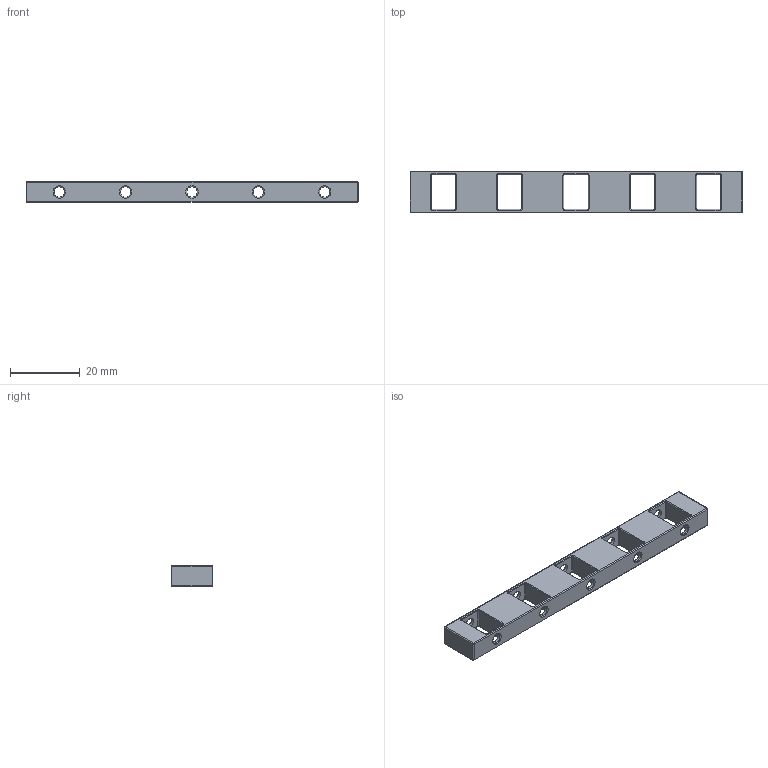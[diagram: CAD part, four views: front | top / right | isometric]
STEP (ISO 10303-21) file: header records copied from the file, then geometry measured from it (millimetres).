
FILE_DESCRIPTION(/* description */ (''),/* implementation_level */ '2;1');
FILE_NAME(/* name */ 'MC-Bracket-Simple.step',/* time_stamp */ '2019-08-01T23:32:31+07:00',/* author */ (''),/* organization */ (''),/* preprocessor_version */ 'ST-DEVELOPER v18',/* originating_system */ 'Autodesk Translation Framework v8.2.0.1029',/* authorisation */ '');
FILE_SCHEMA (('AUTOMOTIVE_DESIGN { 1 0 10303 214 3 1 1 }'));
Length unit declared in the file: millimetre
Products named in the file (1): MC-Bracket-Simple
Bounding box: 95.25 x 12 x 6 mm (x, y, z)
Volume: 4677 mm3; surface area: 3739.3 mm2
Topology: 1 solids, 1 shells, 166 faces, 398 edges, 234 vertices
Faces by surface type: cylinder 82, torus 50, plane 26, sphere 8
Full cylindrical faces by diameter (mm): 3 x10
Entity records: 4934 total; most frequent: DIRECTION 976, CARTESIAN_POINT 799, ORIENTED_EDGE 796, AXIS2_PLACEMENT_3D 411, EDGE_CURVE 398, CIRCLE 244, VERTEX_POINT 234, EDGE_LOOP 196
